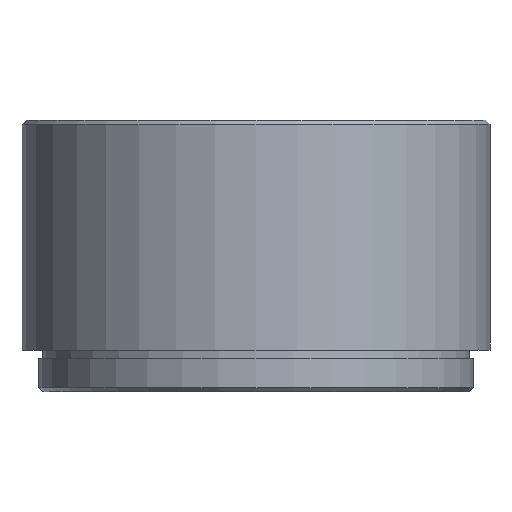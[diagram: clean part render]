
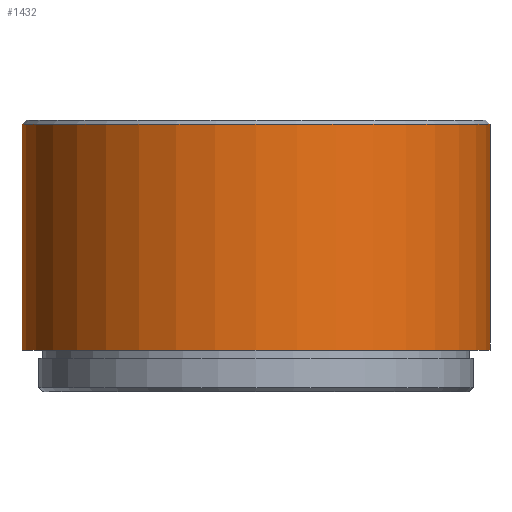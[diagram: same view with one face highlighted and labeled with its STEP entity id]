
A CAD part, front view. The second image highlights one B-rep face of the part: STEP entity #1432.
In plain terms, the highlighted cylindrical face has radius 28 mm (diameter 56 mm), a partial arc.
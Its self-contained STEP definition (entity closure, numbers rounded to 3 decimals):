
#117 = CARTESIAN_POINT ( 'NONE',  ( -28., 0., 32.5 ) ) ;
#212 = EDGE_LOOP ( 'NONE', ( #819, #845, #847, #256 ) ) ;
#243 = AXIS2_PLACEMENT_3D ( 'NONE', #691, #1257, #957 ) ;
#256 = ORIENTED_EDGE ( 'NONE', *, *, #1236, .F. ) ;
#280 = CARTESIAN_POINT ( 'NONE',  ( -28., 0., 32. ) ) ;
#333 = CARTESIAN_POINT ( 'NONE',  ( 28., 0., 32. ) ) ;
#369 = VERTEX_POINT ( 'NONE', #280 ) ;
#389 = AXIS2_PLACEMENT_3D ( 'NONE', #517, #1594, #1188 ) ;
#418 = DIRECTION ( 'NONE',  ( 1., 0., 0. ) ) ;
#516 = VECTOR ( 'NONE', #1004, 1000. ) ;
#517 = CARTESIAN_POINT ( 'NONE',  ( 0., 0., 32.5 ) ) ;
#592 = CARTESIAN_POINT ( 'NONE',  ( 28., 0., 32.5 ) ) ;
#638 = CIRCLE ( 'NONE', #1603, 28. ) ;
#691 = CARTESIAN_POINT ( 'NONE',  ( 0., 0., 5. ) ) ;
#773 = CYLINDRICAL_SURFACE ( 'NONE', #389, 28. ) ;
#776 = EDGE_CURVE ( 'NONE', #1249, #369, #638, .T. ) ;
#819 = ORIENTED_EDGE ( 'NONE', *, *, #1729, .F. ) ;
#845 = ORIENTED_EDGE ( 'NONE', *, *, #776, .T. ) ;
#847 = ORIENTED_EDGE ( 'NONE', *, *, #1524, .T. ) ;
#954 = CARTESIAN_POINT ( 'NONE',  ( 0., 0., 32. ) ) ;
#957 = DIRECTION ( 'NONE',  ( -1., 0., 0. ) ) ;
#970 = DIRECTION ( 'NONE',  ( 0., 0., -1. ) ) ;
#989 = VERTEX_POINT ( 'NONE', #1397 ) ;
#1004 = DIRECTION ( 'NONE',  ( 0., 0., -1. ) ) ;
#1054 = CIRCLE ( 'NONE', #243, 28. ) ;
#1188 = DIRECTION ( 'NONE',  ( -1., 0., 0. ) ) ;
#1236 = EDGE_CURVE ( 'NONE', #1457, #989, #1054, .T. ) ;
#1249 = VERTEX_POINT ( 'NONE', #333 ) ;
#1257 = DIRECTION ( 'NONE',  ( 0., 0., -1. ) ) ;
#1261 = LINE ( 'NONE', #592, #516 ) ;
#1327 = CARTESIAN_POINT ( 'NONE',  ( 28., 0., 5. ) ) ;
#1338 = DIRECTION ( 'NONE',  ( 0., 0., -1. ) ) ;
#1397 = CARTESIAN_POINT ( 'NONE',  ( -28., 0., 5. ) ) ;
#1432 = ADVANCED_FACE ( 'NONE', ( #1446 ), #773, .T. ) ;
#1446 = FACE_OUTER_BOUND ( 'NONE', #212, .T. ) ;
#1457 = VERTEX_POINT ( 'NONE', #1327 ) ;
#1466 = LINE ( 'NONE', #117, #1719 ) ;
#1524 = EDGE_CURVE ( 'NONE', #369, #989, #1466, .T. ) ;
#1594 = DIRECTION ( 'NONE',  ( 0., 0., -1. ) ) ;
#1603 = AXIS2_PLACEMENT_3D ( 'NONE', #954, #970, #418 ) ;
#1719 = VECTOR ( 'NONE', #1338, 1000. ) ;
#1729 = EDGE_CURVE ( 'NONE', #1249, #1457, #1261, .T. ) ;
